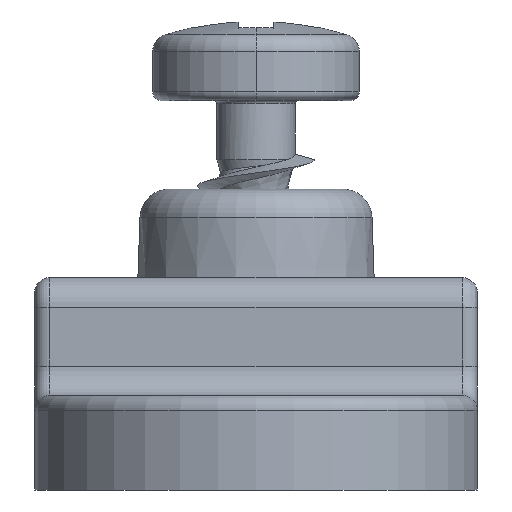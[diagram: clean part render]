
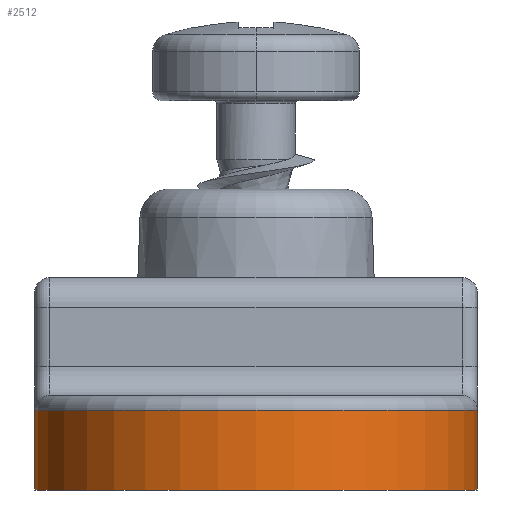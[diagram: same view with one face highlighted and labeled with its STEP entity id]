
A CAD part, left-side view. The second image highlights one B-rep face of the part: STEP entity #2512.
In plain terms, the highlighted cylindrical face has radius 7.5 mm (diameter 15 mm), a partial arc.
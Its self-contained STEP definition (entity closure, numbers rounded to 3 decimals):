
#247=CARTESIAN_POINT('',(-7.5,0.,0.));
#248=DIRECTION('',(0.,1.,0.));
#249=DIRECTION('',(0.,0.,-1.));
#250=AXIS2_PLACEMENT_3D('',#247,#248,#249);
#642=CARTESIAN_POINT('',(-7.5,2.7,0.));
#643=DIRECTION('',(0.,1.,0.));
#644=DIRECTION('',(0.,0.,-1.));
#645=AXIS2_PLACEMENT_3D('',#642,#643,#644);
#1081=DIRECTION('',(0.,1.,0.));
#1082=VECTOR('',#1081,2.7);
#1083=CARTESIAN_POINT('',(-7.5,0.,7.5));
#1084=LINE('',#1083,#1082);
#1338=DIRECTION('',(0.,1.,0.));
#1339=VECTOR('',#1338,2.7);
#1340=CARTESIAN_POINT('',(-7.5,0.,-7.5));
#1341=LINE('',#1340,#1339);
#1354=CARTESIAN_POINT('',(-7.5,0.,-7.5));
#1356=VERTEX_POINT('',#1354);
#1357=CARTESIAN_POINT('',(-7.5,0.,7.5));
#1358=VERTEX_POINT('',#1357);
#1433=CARTESIAN_POINT('',(-7.5,2.7,-7.5));
#1434=VERTEX_POINT('',#1433);
#1437=CARTESIAN_POINT('',(-7.5,2.7,7.5));
#1438=VERTEX_POINT('',#1437);
#2501=CARTESIAN_POINT('',(-7.5,0.,0.));
#2502=DIRECTION('',(0.,1.,0.));
#2503=DIRECTION('',(1.,0.,0.));
#2504=AXIS2_PLACEMENT_3D('',#2501,#2502,#2503);
#2505=CYLINDRICAL_SURFACE('',#2504,7.5);
#2506=ORIENTED_EDGE('',*,*,#1924,.T.);
#2507=ORIENTED_EDGE('',*,*,#2289,.F.);
#2508=ORIENTED_EDGE('',*,*,#1520,.F.);
#2509=ORIENTED_EDGE('',*,*,#2000,.T.);
#2510=EDGE_LOOP('',(#2506,#2507,#2508,#2509));
#2511=FACE_OUTER_BOUND('',#2510,.F.);
#251=CIRCLE('',#250,7.5);
#646=CIRCLE('',#645,7.5);
#1520=EDGE_CURVE('',#1356,#1358,#251,.T.);
#1924=EDGE_CURVE('',#1434,#1438,#646,.T.);
#2000=EDGE_CURVE('',#1356,#1434,#1341,.T.);
#2289=EDGE_CURVE('',#1358,#1438,#1084,.T.);
#2512=ADVANCED_FACE('',(#2511),#2505,.T.);
